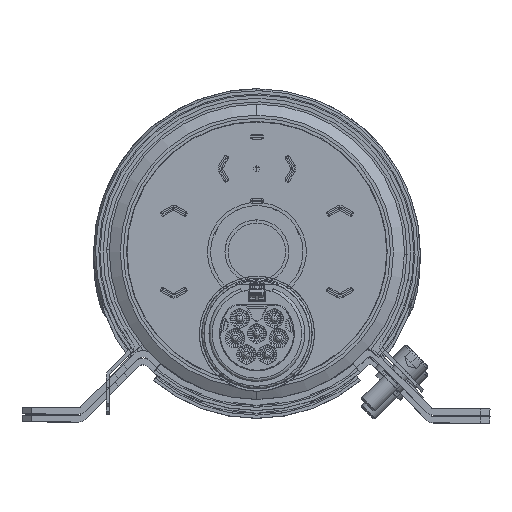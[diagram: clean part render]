
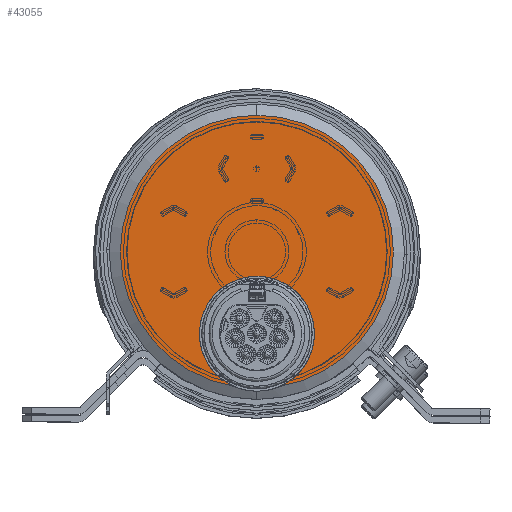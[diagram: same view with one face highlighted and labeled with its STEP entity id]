
A CAD part, top view. The second image highlights one B-rep face of the part: STEP entity #43055.
In plain terms, the highlighted face is planar.
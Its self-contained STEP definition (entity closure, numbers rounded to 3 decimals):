
#400 = PLANE ( 'NONE',  #28400 ) ;
#3776 = VERTEX_POINT ( 'NONE', #43117 ) ;
#6829 = AXIS2_PLACEMENT_3D ( 'NONE', #12386, #42243, #30348 ) ;
#6935 = ORIENTED_EDGE ( 'NONE', *, *, #31271, .T. ) ;
#7879 = DIRECTION ( 'NONE',  ( 0., 0., 1. ) ) ;
#8258 = ORIENTED_EDGE ( 'NONE', *, *, #9328, .F. ) ;
#9328 = EDGE_CURVE ( 'NONE', #46716, #3776, #44827, .T. ) ;
#10749 = CARTESIAN_POINT ( 'NONE',  ( 0., 0., 0. ) ) ;
#12386 = CARTESIAN_POINT ( 'NONE',  ( 0., 0., -25.652 ) ) ;
#12464 = ORIENTED_EDGE ( 'NONE', *, *, #18261, .F. ) ;
#14271 = FACE_OUTER_BOUND ( 'NONE', #23647, .T. ) ;
#14743 = DIRECTION ( 'NONE',  ( 0., 0., -1. ) ) ;
#16274 = EDGE_CURVE ( 'NONE', #34473, #43919, #29151, .T. ) ;
#18261 = EDGE_CURVE ( 'NONE', #34473, #46716, #19247, .T. ) ;
#19247 = CIRCLE ( 'NONE', #25337, 42.736 ) ;
#21817 = DIRECTION ( 'NONE',  ( 0., 0., -1. ) ) ;
#22669 = CARTESIAN_POINT ( 'NONE',  ( 0., 0., 0. ) ) ;
#23647 = EDGE_LOOP ( 'NONE', ( #12464, #35487, #6935, #8258 ) ) ;
#24311 = AXIS2_PLACEMENT_3D ( 'NONE', #10749, #47010, #32981 ) ;
#24720 = CARTESIAN_POINT ( 'NONE',  ( 0., 0., -25.652 ) ) ;
#25337 = AXIS2_PLACEMENT_3D ( 'NONE', #22669, #41052, #7879 ) ;
#28400 = AXIS2_PLACEMENT_3D ( 'NONE', #40075, #32256, #14743 ) ;
#29151 = CIRCLE ( 'NONE', #37499, 18. ) ;
#30348 = DIRECTION ( 'NONE',  ( 0., 0., -1. ) ) ;
#31271 = EDGE_CURVE ( 'NONE', #43919, #3776, #35091, .T. ) ;
#32256 = DIRECTION ( 'NONE',  ( 0., -1., 0. ) ) ;
#32384 = DIRECTION ( 'NONE',  ( 0., 1., 0. ) ) ;
#32981 = DIRECTION ( 'NONE',  ( 0., 0., 1. ) ) ;
#34473 = VERTEX_POINT ( 'NONE', #37477 ) ;
#35091 = CIRCLE ( 'NONE', #6829, 18. ) ;
#35487 = ORIENTED_EDGE ( 'NONE', *, *, #16274, .T. ) ;
#36749 = CARTESIAN_POINT ( 'NONE',  ( 0., 0., 42.736 ) ) ;
#37477 = CARTESIAN_POINT ( 'NONE',  ( -7.289, 0., -42.11 ) ) ;
#37499 = AXIS2_PLACEMENT_3D ( 'NONE', #24720, #32384, #21817 ) ;
#39485 = CARTESIAN_POINT ( 'NONE',  ( 0., 0., -7.652 ) ) ;
#40075 = CARTESIAN_POINT ( 'NONE',  ( 0., 0., 0. ) ) ;
#41052 = DIRECTION ( 'NONE',  ( 0., 1., 0. ) ) ;
#42243 = DIRECTION ( 'NONE',  ( 0., 1., 0. ) ) ;
#43055 = ADVANCED_FACE ( 'NONE', ( #14271 ), #400, .T. ) ;
#43117 = CARTESIAN_POINT ( 'NONE',  ( 7.289, 0., -42.11 ) ) ;
#43919 = VERTEX_POINT ( 'NONE', #39485 ) ;
#44827 = CIRCLE ( 'NONE', #24311, 42.736 ) ;
#46716 = VERTEX_POINT ( 'NONE', #36749 ) ;
#47010 = DIRECTION ( 'NONE',  ( 0., 1., 0. ) ) ;
